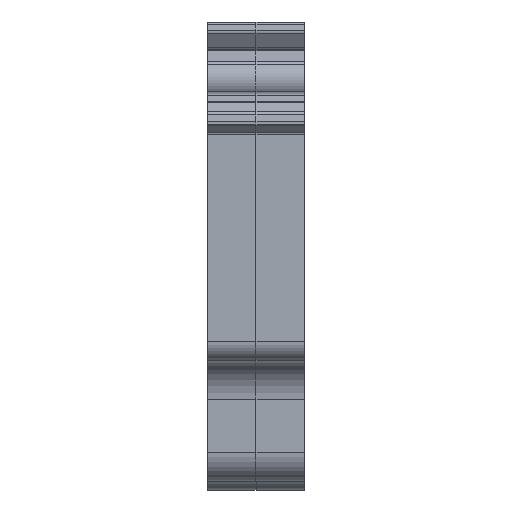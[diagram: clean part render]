
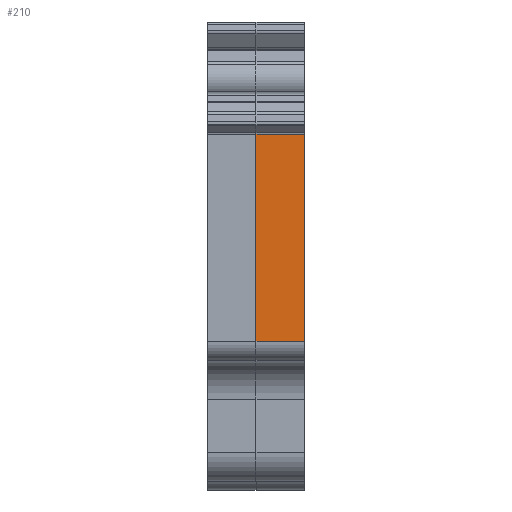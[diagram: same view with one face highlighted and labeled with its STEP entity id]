
A CAD part, left-side view. The second image highlights one B-rep face of the part: STEP entity #210.
In plain terms, the highlighted face is planar.
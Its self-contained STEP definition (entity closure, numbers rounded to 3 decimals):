
#210 = ADVANCED_FACE ( 'NONE', ( #9074 ), #10323, .F. ) ;
#918 = CARTESIAN_POINT ( 'NONE',  ( 0., 18.373, 29.297 ) ) ;
#961 = CARTESIAN_POINT ( 'NONE',  ( 5., 18.373, 7.843 ) ) ;
#1393 = VECTOR ( 'NONE', #4794, 1000. ) ;
#1446 = LINE ( 'NONE', #6986, #12785 ) ;
#2487 = CARTESIAN_POINT ( 'NONE',  ( 0.05, 18.373, 7.843 ) ) ;
#2890 = CARTESIAN_POINT ( 'NONE',  ( 0., 18.373, 29.297 ) ) ;
#3554 = VECTOR ( 'NONE', #7869, 1000. ) ;
#3675 = ORIENTED_EDGE ( 'NONE', *, *, #13552, .F. ) ;
#4359 = VERTEX_POINT ( 'NONE', #961 ) ;
#4794 = DIRECTION ( 'NONE',  ( 1., 0., 0. ) ) ;
#4856 = VERTEX_POINT ( 'NONE', #9224 ) ;
#5161 = DIRECTION ( 'NONE',  ( 0., 0., 1. ) ) ;
#5623 = EDGE_LOOP ( 'NONE', ( #12477, #6705, #8344, #3675 ) ) ;
#5714 = EDGE_CURVE ( 'NONE', #16695, #4359, #12041, .T. ) ;
#5859 = LINE ( 'NONE', #15662, #1393 ) ;
#6705 = ORIENTED_EDGE ( 'NONE', *, *, #16881, .T. ) ;
#6986 = CARTESIAN_POINT ( 'NONE',  ( 5., 18.373, 29.297 ) ) ;
#7869 = DIRECTION ( 'NONE',  ( 0., 0., -1. ) ) ;
#8344 = ORIENTED_EDGE ( 'NONE', *, *, #5714, .F. ) ;
#8927 = EDGE_CURVE ( 'NONE', #10537, #4856, #5859, .T. ) ;
#9074 = FACE_OUTER_BOUND ( 'NONE', #5623, .T. ) ;
#9118 = LINE ( 'NONE', #918, #3554 ) ;
#9224 = CARTESIAN_POINT ( 'NONE',  ( 5., 18.373, 29.297 ) ) ;
#10323 = PLANE ( 'NONE',  #14969 ) ;
#10537 = VERTEX_POINT ( 'NONE', #2890 ) ;
#12041 = LINE ( 'NONE', #2487, #17285 ) ;
#12426 = DIRECTION ( 'NONE',  ( 0., 0., -1. ) ) ;
#12477 = ORIENTED_EDGE ( 'NONE', *, *, #8927, .T. ) ;
#12785 = VECTOR ( 'NONE', #12426, 1000. ) ;
#13552 = EDGE_CURVE ( 'NONE', #10537, #16695, #9118, .T. ) ;
#14604 = DIRECTION ( 'NONE',  ( 0., -1., 0. ) ) ;
#14759 = CARTESIAN_POINT ( 'NONE',  ( 0., 18.373, 7.843 ) ) ;
#14969 = AXIS2_PLACEMENT_3D ( 'NONE', #17379, #14604, #5161 ) ;
#15060 = DIRECTION ( 'NONE',  ( 1., 0., 0. ) ) ;
#15662 = CARTESIAN_POINT ( 'NONE',  ( 0.05, 18.373, 29.297 ) ) ;
#16695 = VERTEX_POINT ( 'NONE', #14759 ) ;
#16881 = EDGE_CURVE ( 'NONE', #4856, #4359, #1446, .T. ) ;
#17285 = VECTOR ( 'NONE', #15060, 1000. ) ;
#17379 = CARTESIAN_POINT ( 'NONE',  ( 0.05, 18.373, 29.297 ) ) ;
